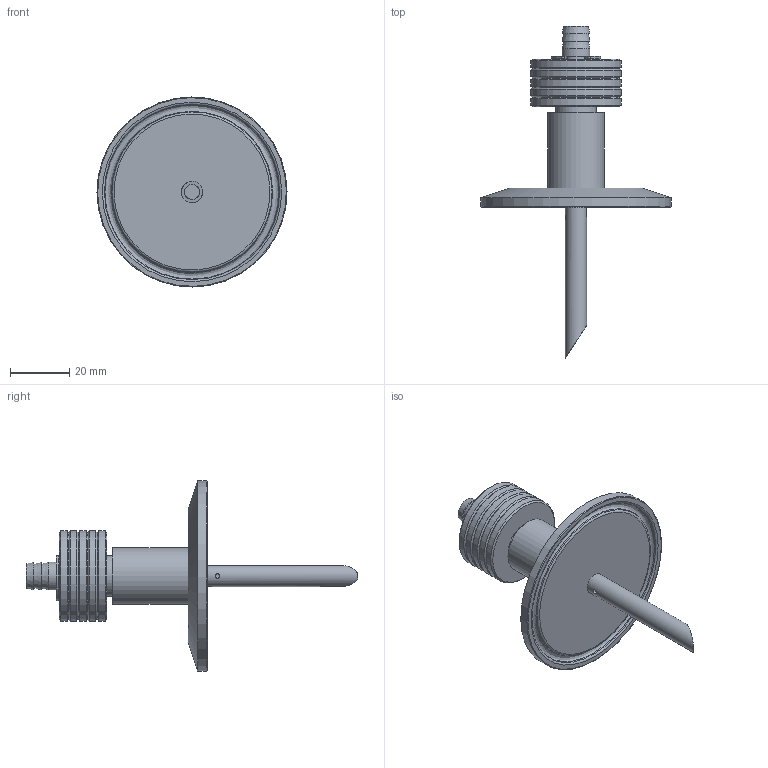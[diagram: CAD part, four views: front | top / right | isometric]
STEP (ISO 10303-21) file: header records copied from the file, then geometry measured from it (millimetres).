
FILE_DESCRIPTION((''),'2;1');
FILE_NAME('OFSVILF - 2 - 2 EXT.stp','2013-11-25T16:29:49',('Administrator'),(''),'Autodesk Inventor 2010','Autodesk Inventor 2010','');
FILE_SCHEMA(('AUTOMOTIVE_DESIGN { 1 0 10303 214 1 1 1 1 }'));
Length unit declared in the file: inch
Products named in the file (1): OFSVILF - 2 - 2 EXT_Shrinkwrap_1
Bounding box: 64 x 111.76 x 64 mm (x, y, z)
Surface area: 15712.3 mm2 (no closed solid volume)
Topology: 0 solids, 10 shells, 62 faces, 156 edges, 106 vertices
Faces by surface type: cylinder 22, plane 19, cone 16, torus 4, bspline 1
Full cylindrical faces by diameter (mm): 1.524 x1, 4.699 x1, 5.08 x1, 7.112 x1, 7.544 x1, 9.017 x1, 9.398 x1, 13.716 x1, 19.05 x1, 30.48 x5, 64.008 x1
Entity records: 2031 total; most frequent: CARTESIAN_POINT 558, DIRECTION 302, ORIENTED_EDGE 176, AXIS2_PLACEMENT_3D 135, EDGE_CURVE 115, EDGE_LOOP 115, VERTEX_POINT 102, CIRCLE 71
